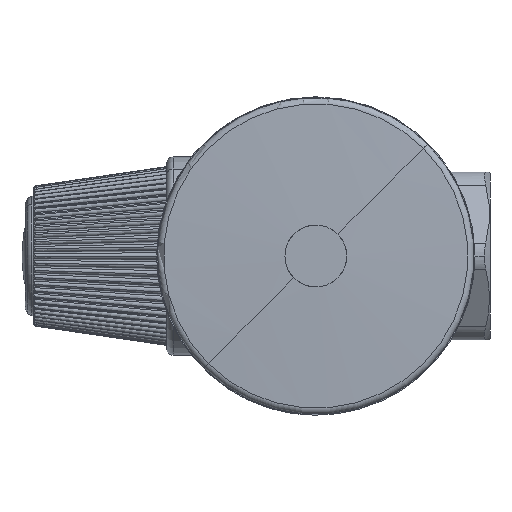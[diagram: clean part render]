
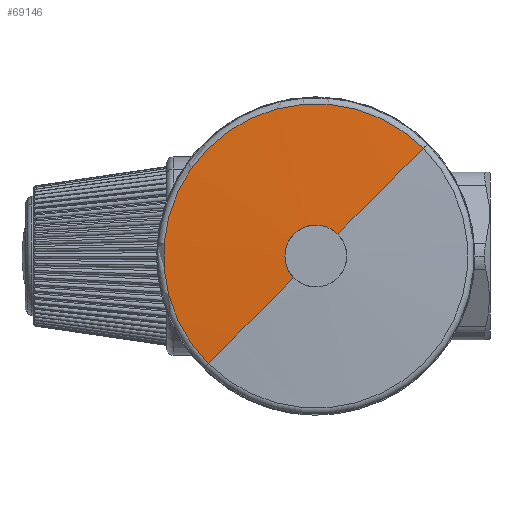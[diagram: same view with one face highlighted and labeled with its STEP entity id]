
A CAD part, left-side view. The second image highlights one B-rep face of the part: STEP entity #69146.
In plain terms, the highlighted spherical face has radius 450 mm.
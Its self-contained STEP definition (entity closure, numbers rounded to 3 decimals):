
#68918=CARTESIAN_POINT('Vertex',(-61.391,21.848,-16.548)) ;
#68921=CARTESIAN_POINT('Axis2P3D Location',(-61.391,5.3,0.)) ;
#68925=CARTESIAN_POINT('Vertex',(-61.391,21.848,16.548)) ;
#68928=CARTESIAN_POINT('Axis2P3D Location',(-61.391,5.3,0.)) ;
#68932=CARTESIAN_POINT('Vertex',(-61.391,-11.248,16.548)) ;
#69099=CARTESIAN_POINT('Axis2P3D Location',(388.,5.3,0.)) ;
#69104=CARTESIAN_POINT('Axis2P3D Location',(388.,5.3,0.)) ;
#69108=CARTESIAN_POINT('Vertex',(-61.975,8.659,-3.359)) ;
#69111=CARTESIAN_POINT('Axis2P3D Location',(-61.975,5.3,0.)) ;
#69115=CARTESIAN_POINT('Vertex',(-61.975,10.05,0.)) ;
#69118=CARTESIAN_POINT('Axis2P3D Location',(-61.975,5.3,0.)) ;
#69122=CARTESIAN_POINT('Vertex',(-61.975,8.659,3.359)) ;
#69125=CARTESIAN_POINT('Axis2P3D Location',(-61.975,5.3,0.)) ;
#69129=CARTESIAN_POINT('Vertex',(-61.975,1.941,3.359)) ;
#69132=CARTESIAN_POINT('Axis2P3D Location',(388.,5.3,0.)) ;
#68922=DIRECTION('Axis2P3D Direction',(-1.,0.,0.)) ;
#68929=DIRECTION('Axis2P3D Direction',(-1.,0.,0.)) ;
#69100=DIRECTION('Axis2P3D Direction',(-1.,0.,0.)) ;
#69101=DIRECTION('Axis2P3D XDirection',(0.,0.707,0.707)) ;
#69105=DIRECTION('Axis2P3D Direction',(0.,0.707,0.707)) ;
#69112=DIRECTION('Axis2P3D Direction',(-1.,0.,0.)) ;
#69119=DIRECTION('Axis2P3D Direction',(-1.,0.,0.)) ;
#69126=DIRECTION('Axis2P3D Direction',(-1.,0.,0.)) ;
#69133=DIRECTION('Axis2P3D Direction',(0.,-0.707,-0.707)) ;
#68923=AXIS2_PLACEMENT_3D('Circle Axis2P3D',#68921,#68922,$) ;
#68930=AXIS2_PLACEMENT_3D('Circle Axis2P3D',#68928,#68929,$) ;
#69102=AXIS2_PLACEMENT_3D('Sphere Axis2P3D',#69099,#69100,#69101) ;
#69106=AXIS2_PLACEMENT_3D('Circle Axis2P3D',#69104,#69105,$) ;
#69113=AXIS2_PLACEMENT_3D('Circle Axis2P3D',#69111,#69112,$) ;
#69120=AXIS2_PLACEMENT_3D('Circle Axis2P3D',#69118,#69119,$) ;
#69127=AXIS2_PLACEMENT_3D('Circle Axis2P3D',#69125,#69126,$) ;
#69134=AXIS2_PLACEMENT_3D('Circle Axis2P3D',#69132,#69133,$) ;
#68924=CIRCLE('generated circle',#68923,23.402) ;
#68931=CIRCLE('generated circle',#68930,23.402) ;
#69107=CIRCLE('generated circle',#69106,450.) ;
#69114=CIRCLE('generated circle',#69113,4.75) ;
#69121=CIRCLE('generated circle',#69120,4.75) ;
#69128=CIRCLE('generated circle',#69127,4.75) ;
#69135=CIRCLE('generated circle',#69134,450.) ;
#69103=SPHERICAL_SURFACE('',#69102,450.) ;
#68927=EDGE_CURVE('',#68926,#68919,#68924,.T.) ;
#68934=EDGE_CURVE('',#68933,#68926,#68931,.T.) ;
#69110=EDGE_CURVE('',#69109,#68919,#69107,.F.) ;
#69117=EDGE_CURVE('',#69109,#69116,#69114,.F.) ;
#69124=EDGE_CURVE('',#69116,#69123,#69121,.F.) ;
#69131=EDGE_CURVE('',#69123,#69130,#69128,.F.) ;
#69136=EDGE_CURVE('',#69130,#68933,#69135,.F.) ;
#69138=ORIENTED_EDGE('',*,*,#68934,.T.) ;
#69139=ORIENTED_EDGE('',*,*,#68927,.T.) ;
#69140=ORIENTED_EDGE('',*,*,#69110,.F.) ;
#69141=ORIENTED_EDGE('',*,*,#69117,.T.) ;
#69142=ORIENTED_EDGE('',*,*,#69124,.T.) ;
#69143=ORIENTED_EDGE('',*,*,#69131,.T.) ;
#69144=ORIENTED_EDGE('',*,*,#69136,.T.) ;
#69137=EDGE_LOOP('',(#69138,#69139,#69140,#69141,#69142,#69143,#69144)) ;
#68919=VERTEX_POINT('',#68918) ;
#68926=VERTEX_POINT('',#68925) ;
#68933=VERTEX_POINT('',#68932) ;
#69109=VERTEX_POINT('',#69108) ;
#69116=VERTEX_POINT('',#69115) ;
#69123=VERTEX_POINT('',#69122) ;
#69130=VERTEX_POINT('',#69129) ;
#69146=ADVANCED_FACE('PartBody',(#69145),#69103,.T.) ;
#69145=FACE_OUTER_BOUND('',#69137,.T.) ;
